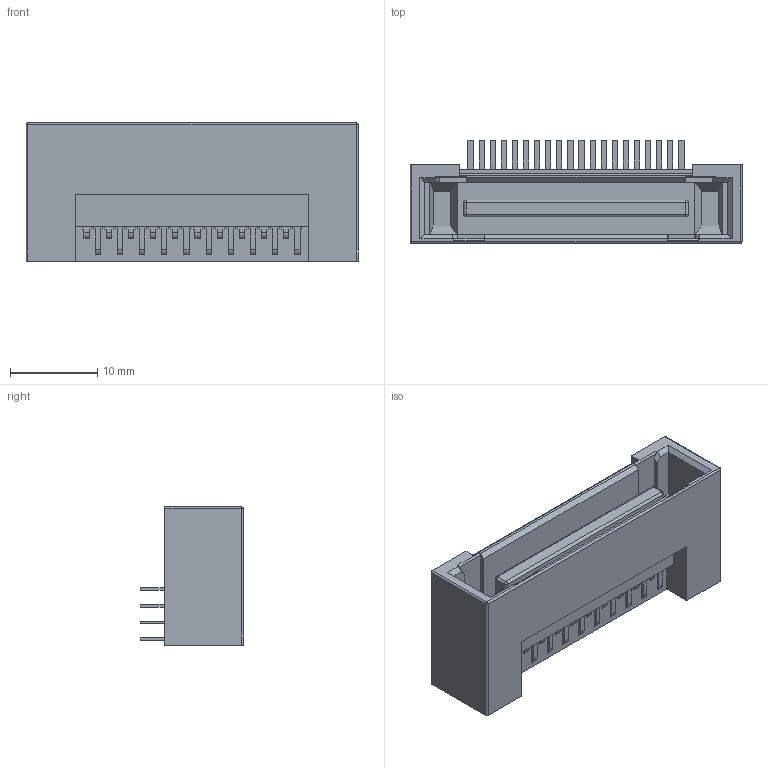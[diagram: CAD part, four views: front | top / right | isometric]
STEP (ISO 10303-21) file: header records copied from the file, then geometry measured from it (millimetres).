
FILE_DESCRIPTION (( 'STEP AP203' ), '1' );
FILE_NAME ('K3D-TX25-40P-LT-N1E-R1 JAE Connector Division Proprietary.STEP', '2009-01-14T02:13:23', ( '' ), ( '' ), 'SwSTEP 2.0', 'SolidWorks 2008', '' );
FILE_SCHEMA (( 'CONFIG_CONTROL_DESIGN' ));
Length unit declared in the file: millimetre
Products named in the file (1): K3D-TX25-40P-LT-N1E-R1 JAE Connector Division Proprietary
Bounding box: 38 x 11.8 x 15.8 mm (x, y, z)
Volume: 2848.7 mm3; surface area: 3453.4 mm2
Topology: 1 solids, 1 shells, 506 faces, 1362 edges, 894 vertices
Faces by surface type: plane 462, cylinder 38, sphere 6
Entity records: 15569 total; most frequent: CARTESIAN_POINT 2769, ORIENTED_EDGE 2712, DIRECTION 2438, EDGE_CURVE 1356, VECTOR 1280, LINE 1280, VERTEX_POINT 894, AXIS2_PLACEMENT_3D 579
